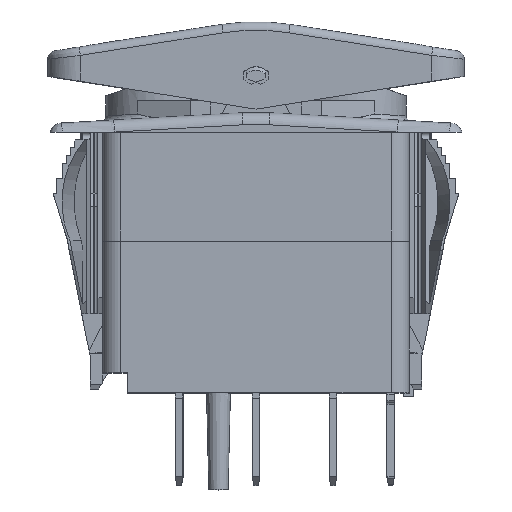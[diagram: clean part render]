
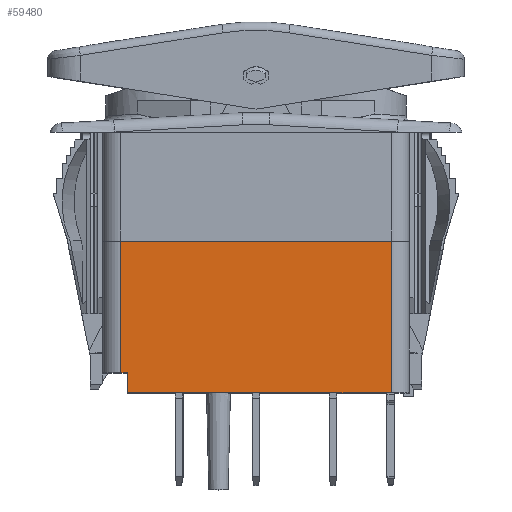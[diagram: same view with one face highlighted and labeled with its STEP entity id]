
A CAD part, top view. The second image highlights one B-rep face of the part: STEP entity #59480.
In plain terms, the highlighted planar face has unit normal (0, 0, 1).
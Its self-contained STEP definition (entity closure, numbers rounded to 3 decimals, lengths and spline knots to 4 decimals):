
#19711=DIRECTION('',(0.,-1.,0.));
#19712=VECTOR('',#19711,0.542);
#19713=CARTESIAN_POINT('',(-0.558,0.,0.41));
#19714=LINE('',#19713,#19712);
#19720=DIRECTION('',(-1.,0.,0.));
#19721=VECTOR('',#19720,1.116);
#19722=CARTESIAN_POINT('',(0.558,0.,0.41));
#19723=LINE('',#19722,#19721);
#19724=DIRECTION('',(1.,0.,0.));
#19725=VECTOR('',#19724,1.089);
#19726=CARTESIAN_POINT('',(-0.531,-0.625,0.41));
#19727=LINE('',#19726,#19725);
#19728=DIRECTION('',(0.,1.,0.));
#19729=VECTOR('',#19728,0.083);
#19730=CARTESIAN_POINT('',(-0.531,-0.625,0.41));
#19731=LINE('',#19730,#19729);
#19732=DIRECTION('',(1.,0.,0.));
#19733=VECTOR('',#19732,0.027);
#19734=CARTESIAN_POINT('',(-0.558,-0.542,0.41));
#19735=LINE('',#19734,#19733);
#19749=DIRECTION('',(0.,1.,0.));
#19750=VECTOR('',#19749,0.625);
#19751=CARTESIAN_POINT('',(0.558,-0.625,0.41));
#19752=LINE('',#19751,#19750);
#27372=CARTESIAN_POINT('',(-0.558,0.,0.41));
#27373=CARTESIAN_POINT('',(-0.558,-0.542,0.41));
#27374=VERTEX_POINT('',#27372);
#27375=VERTEX_POINT('',#27373);
#27392=CARTESIAN_POINT('',(0.558,-0.625,0.41));
#27393=CARTESIAN_POINT('',(0.558,0.,0.41));
#27394=VERTEX_POINT('',#27392);
#27395=VERTEX_POINT('',#27393);
#27562=CARTESIAN_POINT('',(-0.531,-0.625,0.41));
#27563=CARTESIAN_POINT('',(-0.531,-0.542,0.41));
#27564=VERTEX_POINT('',#27562);
#27565=VERTEX_POINT('',#27563);
#59465=CARTESIAN_POINT('',(0.,0.,0.41));
#59466=DIRECTION('',(0.,0.,1.));
#59467=DIRECTION('',(1.,0.,0.));
#59468=AXIS2_PLACEMENT_3D('',#59465,#59466,#59467);
#59469=PLANE('',#59468);
#59470=ORIENTED_EDGE('',*,*,#59458,.F.);
#59471=ORIENTED_EDGE('',*,*,#59326,.F.);
#59473=ORIENTED_EDGE('',*,*,#59472,.F.);
#59474=ORIENTED_EDGE('',*,*,#58849,.F.);
#59475=ORIENTED_EDGE('',*,*,#58922,.T.);
#59477=ORIENTED_EDGE('',*,*,#59476,.F.);
#59478=EDGE_LOOP('',(#59470,#59471,#59473,#59474,#59475,#59477));
#59479=FACE_OUTER_BOUND('',#59478,.F.);
#58849=EDGE_CURVE('',#27564,#27394,#19727,.T.);
#58922=EDGE_CURVE('',#27564,#27565,#19731,.T.);
#59326=EDGE_CURVE('',#27395,#27374,#19723,.T.);
#59458=EDGE_CURVE('',#27374,#27375,#19714,.T.);
#59472=EDGE_CURVE('',#27394,#27395,#19752,.T.);
#59476=EDGE_CURVE('',#27375,#27565,#19735,.T.);
#59480=ADVANCED_FACE('',(#59479),#59469,.T.);
